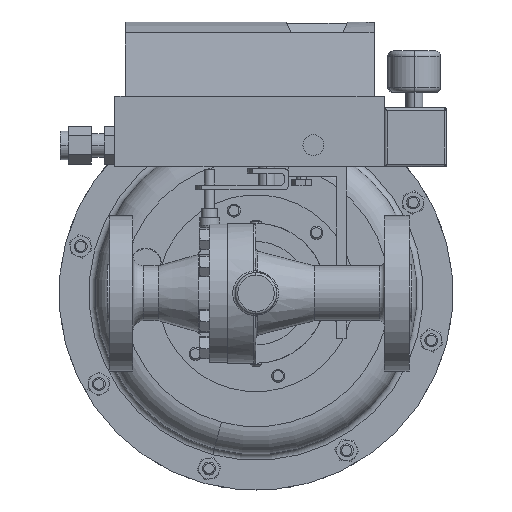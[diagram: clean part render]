
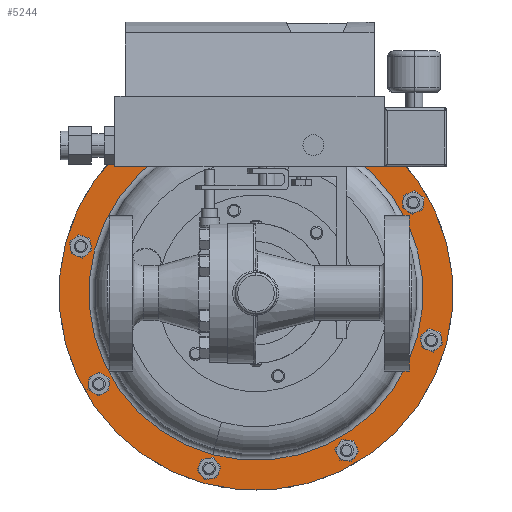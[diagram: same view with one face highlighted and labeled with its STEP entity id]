
A CAD part, front view. The second image highlights one B-rep face of the part: STEP entity #5244.
In plain terms, the highlighted planar face has unit normal (0, -1, 0).
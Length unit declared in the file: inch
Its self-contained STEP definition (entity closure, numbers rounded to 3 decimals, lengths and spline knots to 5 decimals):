
#143 = CIRCLE ( 'NONE', #12779, 4.75 ) ;
#323 = AXIS2_PLACEMENT_3D ( 'NONE', #30454, #15874, #1328 ) ;
#770 = CARTESIAN_POINT ( 'NONE',  ( -1.2422, 10.12924, 0.23377 ) ) ;
#924 = FACE_BOUND ( 'NONE', #5413, .T. ) ;
#932 = CARTESIAN_POINT ( 'NONE',  ( -0.19942, 10.12924, 4.12548 ) ) ;
#1328 = DIRECTION ( 'NONE',  ( -0.259, 0., -0.966 ) ) ;
#2799 = VERTEX_POINT ( 'NONE', #28893 ) ;
#3375 = DIRECTION ( 'NONE',  ( -0.259, 0., -0.966 ) ) ;
#5244 = ADVANCED_FACE ( 'NONE', ( #924, #13862 ), #23564, .T. ) ;
#5347 = ORIENTED_EDGE ( 'NONE', *, *, #30652, .F. ) ;
#5413 = EDGE_LOOP ( 'NONE', ( #23682, #7532 ) ) ;
#5446 = AXIS2_PLACEMENT_3D ( 'NONE', #27149, #12570, #29591 ) ;
#6090 = CARTESIAN_POINT ( 'NONE',  ( -0.19942, 10.12924, 4.12548 ) ) ;
#7321 = CIRCLE ( 'NONE', #5446, 4.029 ) ;
#7532 = ORIENTED_EDGE ( 'NONE', *, *, #22699, .T. ) ;
#8563 = DIRECTION ( 'NONE',  ( -0.259, 0., -0.966 ) ) ;
#10623 = EDGE_CURVE ( 'NONE', #28327, #17641, #18560, .T. ) ;
#12570 = DIRECTION ( 'NONE',  ( 0., 1., 0. ) ) ;
#12779 = AXIS2_PLACEMENT_3D ( 'NONE', #6090, #23075, #8563 ) ;
#13862 = FACE_OUTER_BOUND ( 'NONE', #14920, .T. ) ;
#14100 = DIRECTION ( 'NONE',  ( 0., -1., 0. ) ) ;
#14226 = CIRCLE ( 'NONE', #323, 4.75 ) ;
#14920 = EDGE_LOOP ( 'NONE', ( #27872, #5347 ) ) ;
#15874 = DIRECTION ( 'NONE',  ( 0., 1., 0. ) ) ;
#16285 = CARTESIAN_POINT ( 'NONE',  ( 1.02997, 10.12924, 8.71363 ) ) ;
#17641 = VERTEX_POINT ( 'NONE', #25534 ) ;
#17893 = AXIS2_PLACEMENT_3D ( 'NONE', #28697, #14100, #31129 ) ;
#17902 = DIRECTION ( 'NONE',  ( 0., 1., 0. ) ) ;
#18560 = CIRCLE ( 'NONE', #19221, 4.029 ) ;
#19221 = AXIS2_PLACEMENT_3D ( 'NONE', #932, #17902, #3375 ) ;
#22699 = EDGE_CURVE ( 'NONE', #17641, #28327, #7321, .T. ) ;
#23075 = DIRECTION ( 'NONE',  ( 0., 1., 0. ) ) ;
#23564 = PLANE ( 'NONE',  #17893 ) ;
#23682 = ORIENTED_EDGE ( 'NONE', *, *, #10623, .T. ) ;
#25534 = CARTESIAN_POINT ( 'NONE',  ( 0.84336, 10.12924, 8.0172 ) ) ;
#26954 = VERTEX_POINT ( 'NONE', #16285 ) ;
#27149 = CARTESIAN_POINT ( 'NONE',  ( -0.19942, 10.12924, 4.12548 ) ) ;
#27872 = ORIENTED_EDGE ( 'NONE', *, *, #30297, .F. ) ;
#28327 = VERTEX_POINT ( 'NONE', #770 ) ;
#28697 = CARTESIAN_POINT ( 'NONE',  ( -4.78757, 10.12924, 5.35487 ) ) ;
#28893 = CARTESIAN_POINT ( 'NONE',  ( -1.42881, 10.12924, -0.46267 ) ) ;
#29591 = DIRECTION ( 'NONE',  ( -0.259, 0., -0.966 ) ) ;
#30297 = EDGE_CURVE ( 'NONE', #2799, #26954, #14226, .T. ) ;
#30454 = CARTESIAN_POINT ( 'NONE',  ( -0.19942, 10.12924, 4.12548 ) ) ;
#30652 = EDGE_CURVE ( 'NONE', #26954, #2799, #143, .T. ) ;
#31129 = DIRECTION ( 'NONE',  ( 0.259, 0., 0.966 ) ) ;
